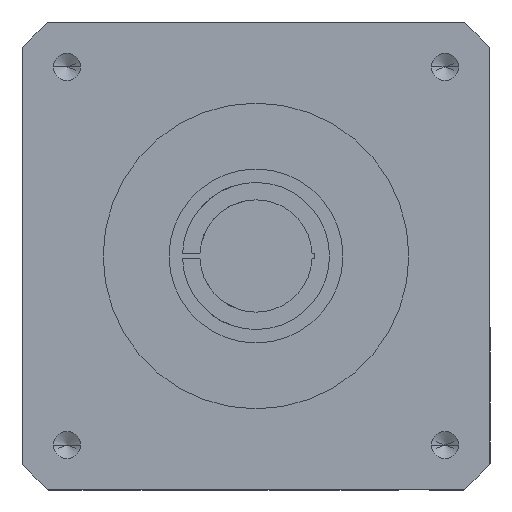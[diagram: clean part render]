
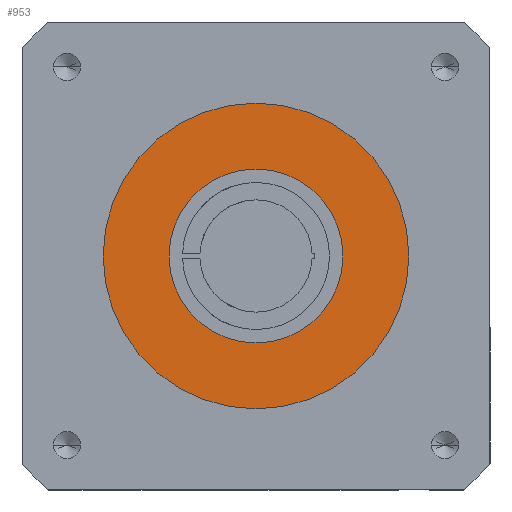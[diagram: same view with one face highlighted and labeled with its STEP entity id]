
A CAD part, front view. The second image highlights one B-rep face of the part: STEP entity #953.
In plain terms, the highlighted face is planar.
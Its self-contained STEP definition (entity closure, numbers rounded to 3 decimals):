
#4 = AXIS2_PLACEMENT_3D ( 'NONE', #5496, #386, #772 ) ;
#135 = ORIENTED_EDGE ( 'NONE', *, *, #2598, .F. ) ;
#267 = FACE_BOUND ( 'NONE', #4821, .T. ) ;
#292 = DIRECTION ( 'NONE',  ( 0., 0., 1. ) ) ;
#386 = DIRECTION ( 'NONE',  ( 0., 1., 0. ) ) ;
#694 = CARTESIAN_POINT ( 'NONE',  ( 0., 70., 0. ) ) ;
#772 = DIRECTION ( 'NONE',  ( 0., 0., 1. ) ) ;
#795 = CARTESIAN_POINT ( 'NONE',  ( 0., 70., 0. ) ) ;
#926 = CARTESIAN_POINT ( 'NONE',  ( 0., 70., -57.15 ) ) ;
#953 = ADVANCED_FACE ( 'NONE', ( #267, #3051 ), #1036, .T. ) ;
#968 = CARTESIAN_POINT ( 'NONE',  ( 0., 70., 57.15 ) ) ;
#996 = AXIS2_PLACEMENT_3D ( 'NONE', #3245, #2891, #292 ) ;
#1036 = PLANE ( 'NONE',  #2412 ) ;
#1282 = CIRCLE ( 'NONE', #4, 57.15 ) ;
#1355 = ORIENTED_EDGE ( 'NONE', *, *, #2272, .T. ) ;
#1761 = CIRCLE ( 'NONE', #996, 32.5 ) ;
#1881 = AXIS2_PLACEMENT_3D ( 'NONE', #795, #5489, #5036 ) ;
#1940 = DIRECTION ( 'NONE',  ( 0., 0., 1. ) ) ;
#2022 = CARTESIAN_POINT ( 'NONE',  ( 0., 70., -32.5 ) ) ;
#2090 = EDGE_LOOP ( 'NONE', ( #1355, #2553 ) ) ;
#2126 = EDGE_CURVE ( 'NONE', #4117, #3139, #1282, .T. ) ;
#2272 = EDGE_CURVE ( 'NONE', #3139, #4117, #5343, .T. ) ;
#2394 = DIRECTION ( 'NONE',  ( 0., 1., 0. ) ) ;
#2412 = AXIS2_PLACEMENT_3D ( 'NONE', #694, #2394, #4032 ) ;
#2553 = ORIENTED_EDGE ( 'NONE', *, *, #2126, .T. ) ;
#2598 = EDGE_CURVE ( 'NONE', #2900, #2878, #3014, .T. ) ;
#2725 = CARTESIAN_POINT ( 'NONE',  ( 0., 70., 0. ) ) ;
#2878 = VERTEX_POINT ( 'NONE', #2022 ) ;
#2891 = DIRECTION ( 'NONE',  ( 0., 1., 0. ) ) ;
#2900 = VERTEX_POINT ( 'NONE', #4870 ) ;
#3014 = CIRCLE ( 'NONE', #4475, 32.5 ) ;
#3051 = FACE_OUTER_BOUND ( 'NONE', #2090, .T. ) ;
#3084 = ORIENTED_EDGE ( 'NONE', *, *, #3523, .F. ) ;
#3139 = VERTEX_POINT ( 'NONE', #968 ) ;
#3245 = CARTESIAN_POINT ( 'NONE',  ( 0., 70., 0. ) ) ;
#3523 = EDGE_CURVE ( 'NONE', #2878, #2900, #1761, .T. ) ;
#4032 = DIRECTION ( 'NONE',  ( 0., 0., 1. ) ) ;
#4117 = VERTEX_POINT ( 'NONE', #926 ) ;
#4475 = AXIS2_PLACEMENT_3D ( 'NONE', #2725, #5310, #1940 ) ;
#4821 = EDGE_LOOP ( 'NONE', ( #135, #3084 ) ) ;
#4870 = CARTESIAN_POINT ( 'NONE',  ( 0., 70., 32.5 ) ) ;
#5036 = DIRECTION ( 'NONE',  ( 0., 0., 1. ) ) ;
#5310 = DIRECTION ( 'NONE',  ( 0., 1., 0. ) ) ;
#5343 = CIRCLE ( 'NONE', #1881, 57.15 ) ;
#5489 = DIRECTION ( 'NONE',  ( 0., 1., 0. ) ) ;
#5496 = CARTESIAN_POINT ( 'NONE',  ( 0., 70., 0. ) ) ;
